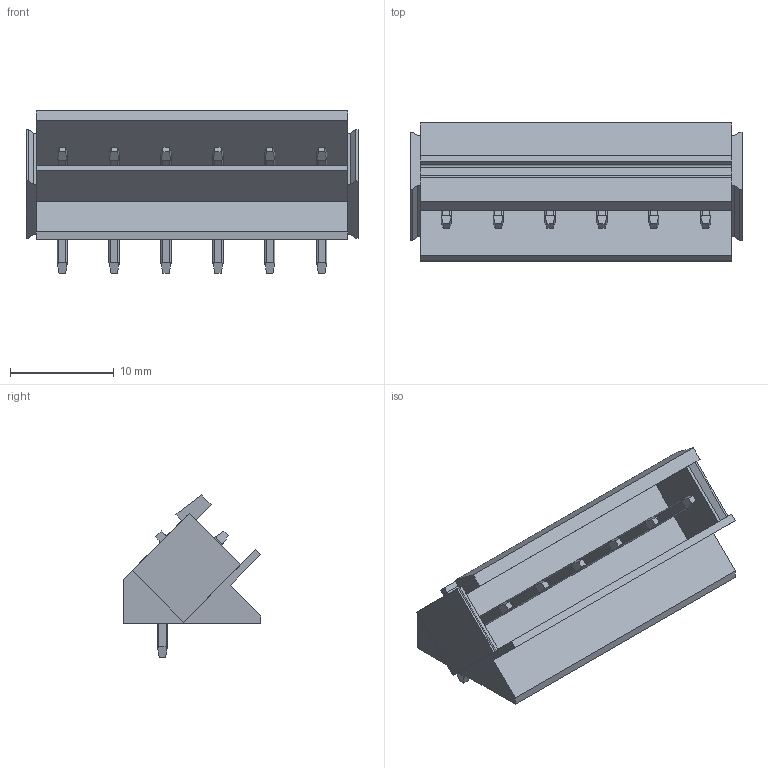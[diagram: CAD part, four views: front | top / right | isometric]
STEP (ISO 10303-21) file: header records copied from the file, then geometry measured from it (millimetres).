
FILE_DESCRIPTION(('CATIA V5 STEP Exchange','CAx-IF Rec.Pracs.--- Model Styling and Organization---1.4--- 2014-01-23'),'2;1');
FILE_NAME ('D1486984_0_2462860000_2462860000.stp','2021-05-14T13:18:48+00:00',('none'),('Weidmueller'),'CATIA Version 5-6 Release 2016 SP3 HF44','CATIA V5 STEP AP214','none');
FILE_SCHEMA(('AUTOMOTIVE_DESIGN { 1 0 10303 214 1 1 1 1 }'));
Length unit declared in the file: millimetre
Products named in the file (1): 2462860000
Bounding box: 32 x 13.3 x 15.63 mm (x, y, z)
Volume: 1891.2 mm3; surface area: 2681.2 mm2
Topology: 7 solids, 7 shells, 270 faces, 716 edges, 460 vertices
Faces by surface type: plane 172, cylinder 98
Entity records: 9791 total; most frequent: CARTESIAN_POINT 3188, ORIENTED_EDGE 1432, DIRECTION 1054, EDGE_CURVE 716, VECTOR 520, LINE 520, VERTEX_POINT 460, AXIS2_PLACEMENT_3D 294
